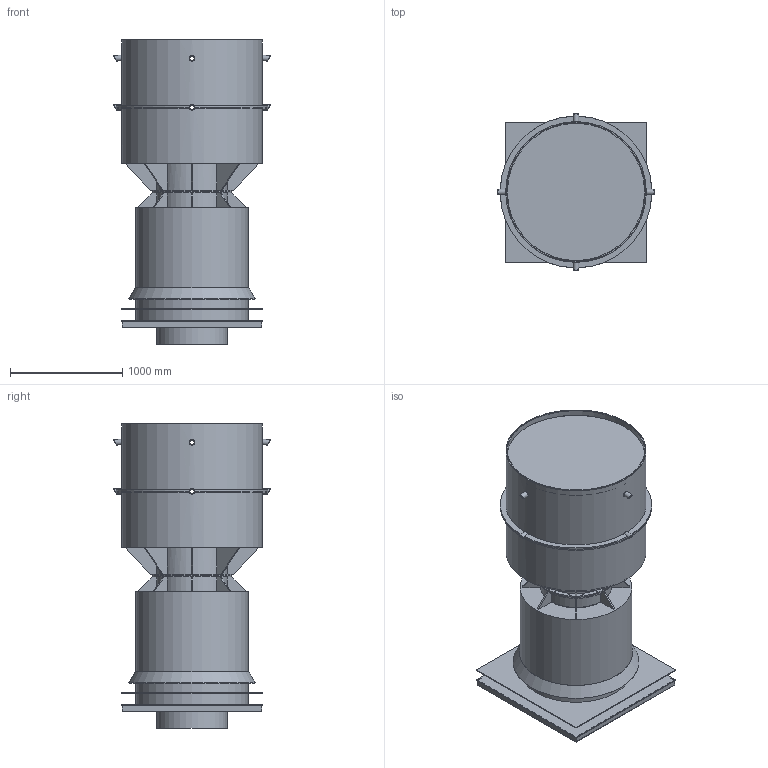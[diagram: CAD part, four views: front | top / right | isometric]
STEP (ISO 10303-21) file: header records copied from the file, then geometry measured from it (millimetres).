
FILE_DESCRIPTION(/* description */ ('VRV450 mit Schalldämmsockel'),/* implementation_level */ '2;1');
FILE_NAME(/* name */ 'VRV450_SDS_model.stp',/* time_stamp */ '2021-07-22T16:06:44+02:00',/* author */ ('Rissler'),/* organization */ ('Mietzsch GmbH Lufttechnik Dresden'),/* preprocessor_version */ 'ST-DEVELOPER v18.1',/* originating_system */ 'Autodesk Inventor 2020',/* authorisation */ '');
FILE_SCHEMA (('AUTOMOTIVE_DESIGN { 1 0 10303 214 3 1 1 }'));
Length unit declared in the file: millimetre
Products named in the file (1): VRV_iL_CSV
Bounding box: 1400 x 1400 x 2708 mm (x, y, z)
Volume: 568693942.6 mm3; surface area: 33299717 mm2
Topology: 22 solids, 22 shells, 322 faces, 820 edges, 526 vertices
Faces by surface type: plane 201, cylinder 117, cone 4
Full cylindrical faces by diameter (mm): 10 x32, 29 x1, 32 x2, 40 x12, 50 x12, 622 x1, 624 x2, 630 x6, 710 x2, 1000 x3, 1222 x1, 1234 x2, 1250 x1
Entity records: 11203 total; most frequent: CARTESIAN_POINT 2960, DIRECTION 1671, ORIENTED_EDGE 1654, EDGE_CURVE 827, AXIS2_PLACEMENT_3D 589, VERTEX_POINT 526, LINE 493, VECTOR 493
